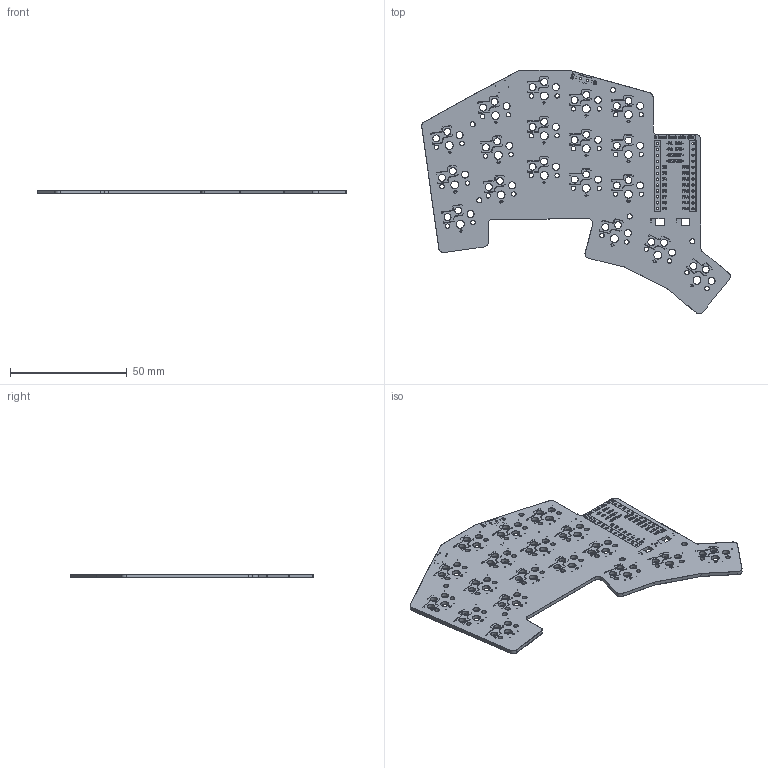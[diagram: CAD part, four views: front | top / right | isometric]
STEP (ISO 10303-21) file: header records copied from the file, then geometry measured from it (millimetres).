
FILE_DESCRIPTION(/* description */ (''),/* implementation_level */ '2;1');
FILE_NAME(/* name */ 'Assembled.step',/* time_stamp */ '2025-11-24T10:56:23+09:00',/* author */ (''),/* organization */ (''),/* preprocessor_version */ 'ST-DEVELOPER v20.1',/* originating_system */ 'Autodesk Translation Framework v14.21.0.0',/* authorisation */ '');
FILE_SCHEMA (('AUTOMOTIVE_DESIGN { 1 0 10303 214 3 1 1 }'));
Products named in the file (5): 2025-11-23-10-14-16-084; 2025-11-24-01-40-36-005; 2025-11-24-01-40-36-006; 2025-11-24-01-40-36-007; 2025-11-24-01-40-36-008
Assembly tree (4 placements, depth 3):
  2025-11-23-10-14-16-084
    2025-11-24-01-40-36-005
      2025-11-24-01-40-36-006
      2025-11-24-01-40-36-007
      2025-11-24-01-40-36-008
Bounding box: 132.02 x 104.2 x 1.66 mm (x, y, z)
Volume: 10989.5 mm3; surface area: 31772.4 mm2
Topology: 1 solids, 332 shells, 618 faces, 7537 edges, 7252 vertices
Faces by surface type: plane 359, cylinder 259
Full cylindrical faces by diameter (mm): 0.3 x88, 0.4 x16, 0.9 x2, 1 x24, 1.9 x36, 2.2 x5, 3 x54, 3.4 x18
Entity records: 71405 total; most frequent: CARTESIAN_POINT 15416, DIRECTION 11331, ORIENTED_EDGE 8392, EDGE_CURVE 7537, VERTEX_POINT 7252, LINE 4997, VECTOR 4997, AXIS2_PLACEMENT_3D 3167
